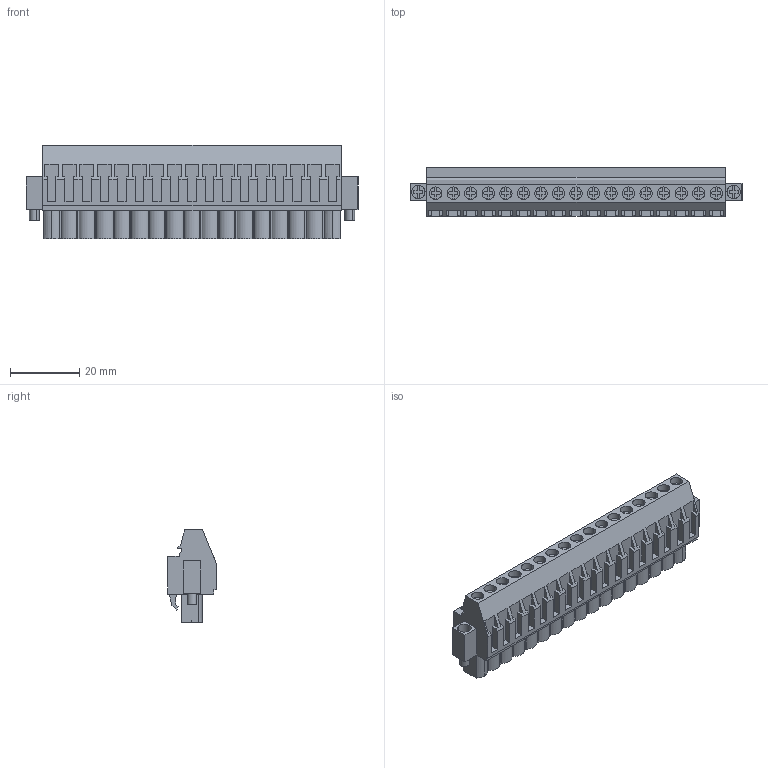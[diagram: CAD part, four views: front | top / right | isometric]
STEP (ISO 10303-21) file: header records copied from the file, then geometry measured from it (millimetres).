
FILE_DESCRIPTION(('CATIA V5 STEP','CAx-IF Rec.Pracs.--- Model Styling and Organization---1.2---2011-12-15'),'2;1');
FILE_NAME ('7246770_2_1949950000_1949950000.stp','2017-09-09T10:59:33+00:00',('none'),('Weidmueller'),'CATIA Version 5-6 Release 2014','CATIA V5 STEP AP214','none');
FILE_SCHEMA(('AUTOMOTIVE_DESIGN { 1 0 10303 214 1 1 1 1 }'));
Length unit declared in the file: millimetre
Products named in the file (1): 1949950000
Bounding box: 96.16 x 14.1 x 27.2 mm (x, y, z)
Volume: 20083.8 mm3; surface area: 12018.8 mm2
Topology: 20 solids, 20 shells, 1165 faces, 3210 edges, 2162 vertices
Faces by surface type: plane 990, cylinder 171, extrusion 4
Entity records: 34916 total; most frequent: CARTESIAN_POINT 6745, ORIENTED_EDGE 6420, DIRECTION 4708, EDGE_CURVE 3210, VECTOR 2788, LINE 2784, VERTEX_POINT 2162, EDGE_LOOP 1246
